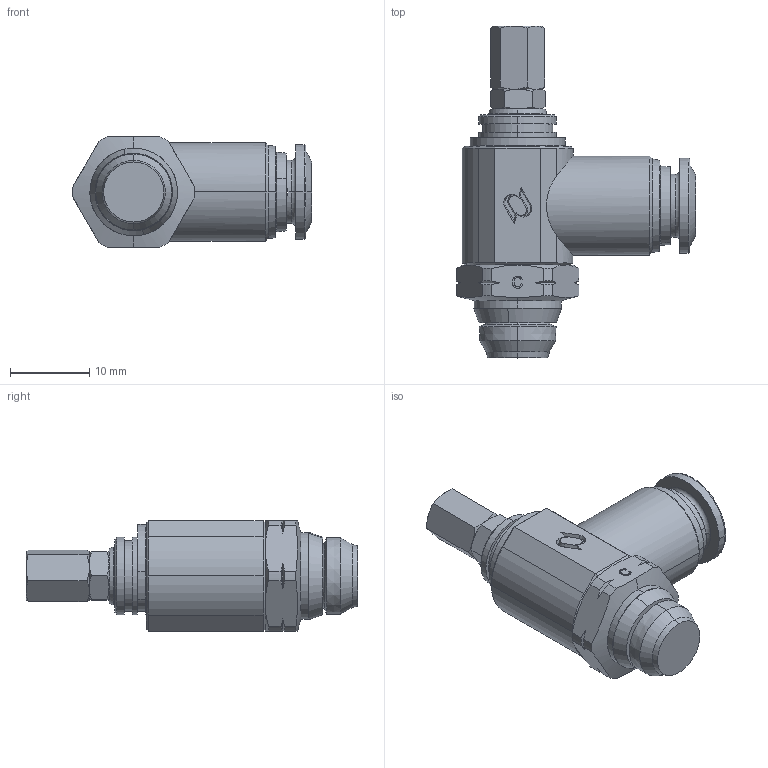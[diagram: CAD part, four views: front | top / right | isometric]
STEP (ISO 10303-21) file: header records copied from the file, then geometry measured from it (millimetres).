
FILE_DESCRIPTION (( 'STEP AP214' ), '1' );
FILE_NAME ('5790500008A.step', '2012-10-22T17:39:51', ( '' ), ( '' ), 'SwSTEP 2.0', 'SolidWorks 2012', '' );
FILE_SCHEMA (( 'AUTOMOTIVE_DESIGN' ));
Length unit declared in the file: millimetre
Products named in the file (1): 5790500008A
Bounding box: 30.25 x 42 x 14 mm (x, y, z)
Volume: 6079.5 mm3; surface area: 2831.3 mm2
Topology: 1 solids, 1 shells, 227 faces, 547 edges, 341 vertices
Faces by surface type: cone 84, plane 82, cylinder 45, torus 8, bspline 8
Entity records: 8664 total; most frequent: CARTESIAN_POINT 2254, ORIENTED_EDGE 1094, DIRECTION 1076, EDGE_CURVE 547, AXIS2_PLACEMENT_3D 427, VERTEX_POINT 341, EDGE_LOOP 250, FACE_OUTER_BOUND 227
